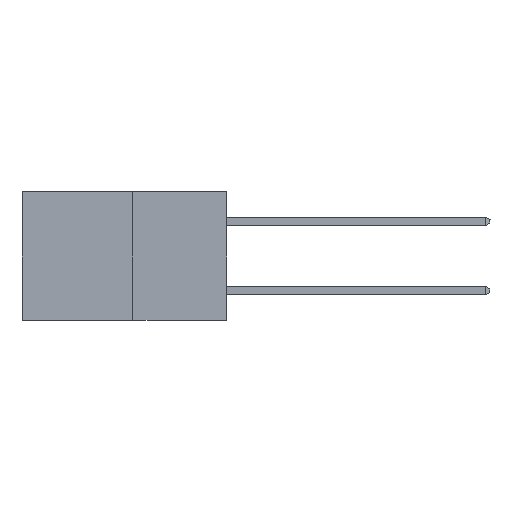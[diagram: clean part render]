
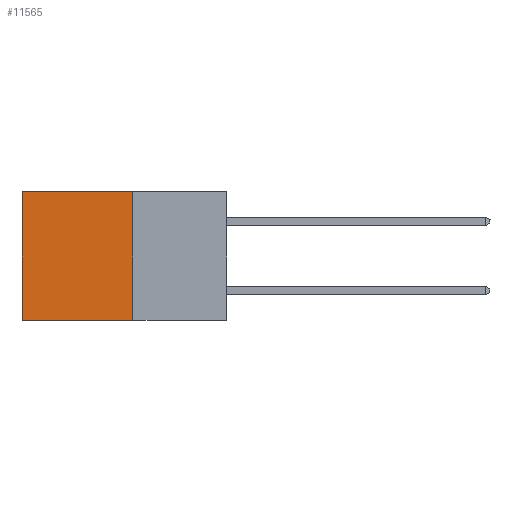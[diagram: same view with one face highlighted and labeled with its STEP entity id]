
A CAD part, left-side view. The second image highlights one B-rep face of the part: STEP entity #11565.
In plain terms, the highlighted planar face has unit normal (-1, 0, 0).
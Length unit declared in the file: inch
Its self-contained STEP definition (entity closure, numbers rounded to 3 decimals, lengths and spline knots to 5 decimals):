
#570 = VECTOR ( 'NONE', #25925, 39.37008 ) ;
#1180 = EDGE_CURVE ( 'NONE', #25710, #20372, #1899, .T. ) ;
#1281 = CARTESIAN_POINT ( 'NONE',  ( 0.277, 0.27, -0.37 ) ) ;
#1899 = LINE ( 'NONE', #5287, #26778 ) ;
#3065 = FACE_OUTER_BOUND ( 'NONE', #10044, .T. ) ;
#3668 = EDGE_CURVE ( 'NONE', #7934, #20372, #20539, .T. ) ;
#3861 = DIRECTION ( 'NONE',  ( 0., 0., -1. ) ) ;
#4040 = ORIENTED_EDGE ( 'NONE', *, *, #1180, .T. ) ;
#5287 = CARTESIAN_POINT ( 'NONE',  ( 0.277, 0.59, -0.37 ) ) ;
#5466 = ORIENTED_EDGE ( 'NONE', *, *, #3668, .F. ) ;
#5547 = EDGE_CURVE ( 'NONE', #26196, #7934, #24273, .T. ) ;
#6435 = EDGE_CURVE ( 'NONE', #26196, #25710, #30695, .T. ) ;
#7672 = DIRECTION ( 'NONE',  ( 0., 0., -1. ) ) ;
#7714 = CARTESIAN_POINT ( 'NONE',  ( 0.277, 0.27, -0.37 ) ) ;
#7934 = VERTEX_POINT ( 'NONE', #16878 ) ;
#8160 = CARTESIAN_POINT ( 'NONE',  ( 0.277, 0.27, -0.37 ) ) ;
#10044 = EDGE_LOOP ( 'NONE', ( #4040, #5466, #29043, #15668 ) ) ;
#11101 = VECTOR ( 'NONE', #15764, 39.37008 ) ;
#11565 = ADVANCED_FACE ( 'NONE', ( #3065 ), #13818, .F. ) ;
#12122 = AXIS2_PLACEMENT_3D ( 'NONE', #1281, #18847, #3861 ) ;
#13818 = PLANE ( 'NONE',  #12122 ) ;
#13950 = CARTESIAN_POINT ( 'NONE',  ( 0.277, 0.27, 0. ) ) ;
#14638 = CARTESIAN_POINT ( 'NONE',  ( 0.277, 0.59, 0. ) ) ;
#15668 = ORIENTED_EDGE ( 'NONE', *, *, #6435, .T. ) ;
#15684 = CARTESIAN_POINT ( 'NONE',  ( 0.277, 0.27, 0. ) ) ;
#15764 = DIRECTION ( 'NONE',  ( 0., 1., 0. ) ) ;
#16878 = CARTESIAN_POINT ( 'NONE',  ( 0.277, 0.27, -0.37 ) ) ;
#17748 = CARTESIAN_POINT ( 'NONE',  ( 0.277, 0.59, -0.37 ) ) ;
#18555 = VECTOR ( 'NONE', #7672, 39.37008 ) ;
#18847 = DIRECTION ( 'NONE',  ( 1., 0., 0. ) ) ;
#20372 = VERTEX_POINT ( 'NONE', #17748 ) ;
#20539 = LINE ( 'NONE', #8160, #570 ) ;
#22415 = DIRECTION ( 'NONE',  ( 0., 0., -1. ) ) ;
#24273 = LINE ( 'NONE', #7714, #18555 ) ;
#25710 = VERTEX_POINT ( 'NONE', #14638 ) ;
#25925 = DIRECTION ( 'NONE',  ( 0., 1., 0. ) ) ;
#26196 = VERTEX_POINT ( 'NONE', #13950 ) ;
#26778 = VECTOR ( 'NONE', #22415, 39.37008 ) ;
#29043 = ORIENTED_EDGE ( 'NONE', *, *, #5547, .F. ) ;
#30695 = LINE ( 'NONE', #15684, #11101 ) ;
